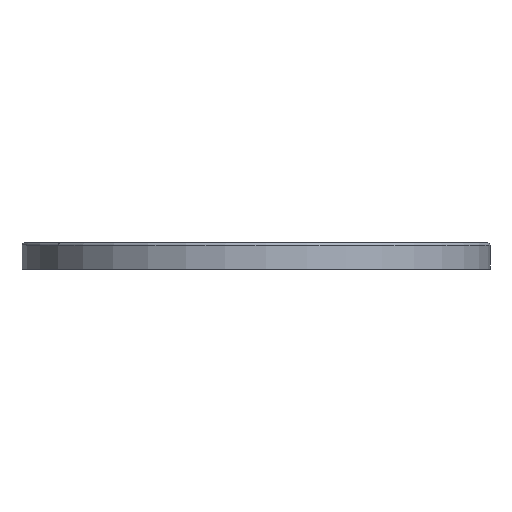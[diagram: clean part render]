
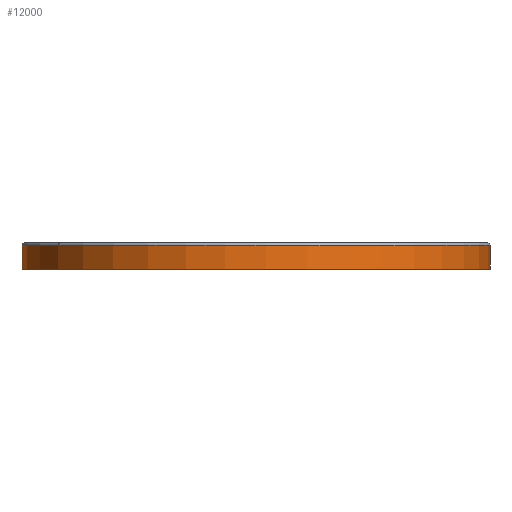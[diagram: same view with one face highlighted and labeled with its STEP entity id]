
A CAD part, left-side view. The second image highlights one B-rep face of the part: STEP entity #12000.
In plain terms, the highlighted cylindrical face has radius 47.8 mm (diameter 95.6 mm), a partial arc.
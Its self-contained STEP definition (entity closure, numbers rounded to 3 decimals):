
#5010=CARTESIAN_POINT('',(0.,110.,-849.));
#5020=DIRECTION('',(0.,0.,1.));
#5030=DIRECTION('',(0.866,-0.5,0.));
#5040=AXIS2_PLACEMENT_3D('',#5010,#5020,#5030);
#5050=CIRCLE('',#5040,47.8);
#5080=CARTESIAN_POINT('',(-41.396,133.9,-849.));
#5090=VERTEX_POINT('',#5080);
#5120=CARTESIAN_POINT('',(41.396,86.1,-849.));
#5130=VERTEX_POINT('',#5120);
#5140=EDGE_CURVE('',#5090,#5130,#5050,.T.);
#10990=CARTESIAN_POINT('',(0.,110.,-844.15));
#11000=DIRECTION('',(0.,0.,1.));
#11010=DIRECTION('',(-1.,0.,0.));
#11020=AXIS2_PLACEMENT_3D('',#10990,#11000,#11010);
#11030=CIRCLE('',#11020,47.8);
#11040=CARTESIAN_POINT('',(41.396,86.1,-844.15));
#11050=VERTEX_POINT('',#11040);
#11080=CARTESIAN_POINT('',(-47.8,110.,-844.15));
#11090=VERTEX_POINT('',#11080);
#11100=EDGE_CURVE('',#11090,#11050,#11030,.T.);
#11230=CARTESIAN_POINT('',(-41.396,133.9,-844.15));
#11240=VERTEX_POINT('',#11230);
#11250=EDGE_CURVE('',#11240,#11090,#11030,.T.);
#11780=CARTESIAN_POINT('',(0.,110.,-849.));
#11790=DIRECTION('',(0.,0.,1.));
#11800=DIRECTION('',(0.866,-0.5,0.));
#11810=AXIS2_PLACEMENT_3D('',#11780,#11790,#11800);
#11820=CYLINDRICAL_SURFACE('',#11810,47.8);
#11830=CARTESIAN_POINT('',(41.396,86.1,-849.));
#11840=DIRECTION('',(0.,0.,1.));
#11850=VECTOR('',#11840,1.);
#11860=LINE('',#11830,#11850);
#11870=EDGE_CURVE('',#5130,#11050,#11860,.T.);
#11880=ORIENTED_EDGE('',*,*,#11870,.T.);
#11890=ORIENTED_EDGE('',*,*,#5140,.T.);
#11900=CARTESIAN_POINT('',(-41.396,133.9,-849.));
#11910=DIRECTION('',(0.,0.,1.));
#11920=VECTOR('',#11910,1.);
#11930=LINE('',#11900,#11920);
#11940=EDGE_CURVE('',#5090,#11240,#11930,.T.);
#11950=ORIENTED_EDGE('',*,*,#11940,.F.);
#11960=ORIENTED_EDGE('',*,*,#11250,.F.);
#11970=ORIENTED_EDGE('',*,*,#11100,.F.);
#11980=EDGE_LOOP('',(#11970,#11960,#11950,#11890,#11880));
#11990=FACE_OUTER_BOUND('',#11980,.T.);
#12000=ADVANCED_FACE('',(#11990),#11820,.T.);
